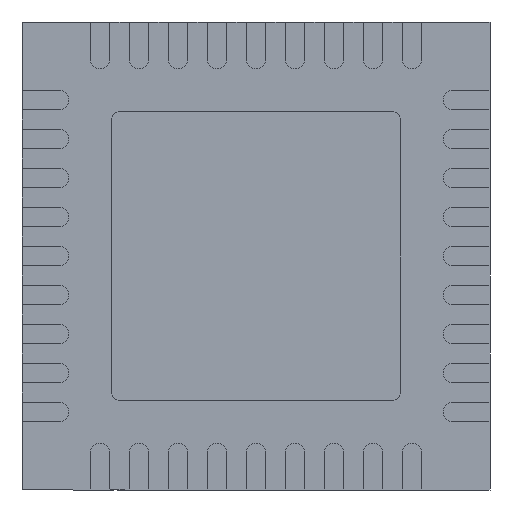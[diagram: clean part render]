
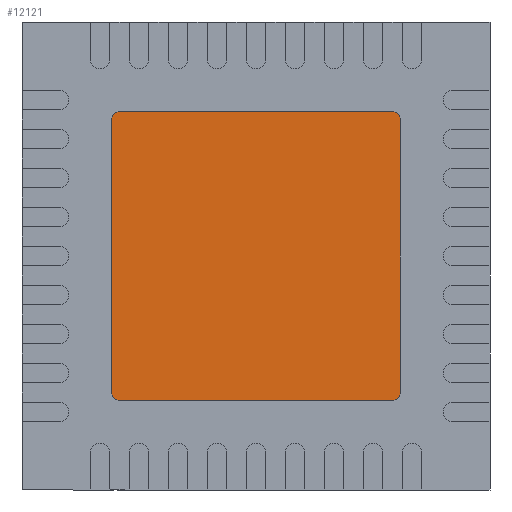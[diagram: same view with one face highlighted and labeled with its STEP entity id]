
A CAD part, front view. The second image highlights one B-rep face of the part: STEP entity #12121.
In plain terms, the highlighted planar face has unit normal (0, -1, 0).
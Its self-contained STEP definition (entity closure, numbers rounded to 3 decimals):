
#1 = CARTESIAN_POINT ( 'NONE',  ( -1.75, 0., -1.75 ) ) ;
#71 = AXIS2_PLACEMENT_3D ( 'NONE', #11519, #9822, #4877 ) ;
#202 = DIRECTION ( 'NONE',  ( -1., 0., 0. ) ) ;
#266 = LINE ( 'NONE', #5855, #686 ) ;
#317 = DIRECTION ( 'NONE',  ( 0., 0., -1. ) ) ;
#362 = AXIS2_PLACEMENT_3D ( 'NONE', #1, #7068, #317 ) ;
#543 = CARTESIAN_POINT ( 'NONE',  ( 0., 0., 0. ) ) ;
#589 = CARTESIAN_POINT ( 'NONE',  ( 1.75, 0., 1.75 ) ) ;
#613 = ORIENTED_EDGE ( 'NONE', *, *, #9907, .T. ) ;
#650 = EDGE_CURVE ( 'NONE', #4573, #6213, #9172, .T. ) ;
#679 = VERTEX_POINT ( 'NONE', #7246 ) ;
#686 = VECTOR ( 'NONE', #202, 1000. ) ;
#890 = AXIS2_PLACEMENT_3D ( 'NONE', #543, #4373, #2676 ) ;
#1017 = VERTEX_POINT ( 'NONE', #3185 ) ;
#1336 = EDGE_CURVE ( 'NONE', #6213, #6482, #1479, .T. ) ;
#1474 = CARTESIAN_POINT ( 'NONE',  ( -1.85, 0., 1.75 ) ) ;
#1479 = CIRCLE ( 'NONE', #71, 0.1 ) ;
#1657 = VERTEX_POINT ( 'NONE', #11323 ) ;
#1711 = DIRECTION ( 'NONE',  ( 0., 0., -1. ) ) ;
#1787 = ORIENTED_EDGE ( 'NONE', *, *, #11472, .T. ) ;
#1822 = DIRECTION ( 'NONE',  ( 0., -1., 0. ) ) ;
#2087 = LINE ( 'NONE', #5742, #8655 ) ;
#2205 = AXIS2_PLACEMENT_3D ( 'NONE', #7374, #1822, #10247 ) ;
#2493 = CARTESIAN_POINT ( 'NONE',  ( -1.75, 0., -1.85 ) ) ;
#2629 = EDGE_CURVE ( 'NONE', #11318, #7309, #7257, .T. ) ;
#2676 = DIRECTION ( 'NONE',  ( 0., 0., -1. ) ) ;
#3075 = ORIENTED_EDGE ( 'NONE', *, *, #6342, .T. ) ;
#3093 = EDGE_CURVE ( 'NONE', #6482, #1657, #8595, .T. ) ;
#3185 = CARTESIAN_POINT ( 'NONE',  ( -1.85, 0., -1.75 ) ) ;
#3390 = DIRECTION ( 'NONE',  ( 1., 0., 0. ) ) ;
#4352 = CARTESIAN_POINT ( 'NONE',  ( -1.75, 0., 1.85 ) ) ;
#4373 = DIRECTION ( 'NONE',  ( 0., -1., 0. ) ) ;
#4549 = ORIENTED_EDGE ( 'NONE', *, *, #3093, .T. ) ;
#4573 = VERTEX_POINT ( 'NONE', #2493 ) ;
#4723 = VECTOR ( 'NONE', #3390, 1000. ) ;
#4877 = DIRECTION ( 'NONE',  ( 0., 0., -1. ) ) ;
#5742 = CARTESIAN_POINT ( 'NONE',  ( -1.85, 0., -1.85 ) ) ;
#5855 = CARTESIAN_POINT ( 'NONE',  ( 1.85, 0., 1.85 ) ) ;
#6213 = VERTEX_POINT ( 'NONE', #8123 ) ;
#6342 = EDGE_CURVE ( 'NONE', #1017, #4573, #11574, .T. ) ;
#6386 = PLANE ( 'NONE',  #890 ) ;
#6411 = CARTESIAN_POINT ( 'NONE',  ( 1.85, 0., -1.75 ) ) ;
#6482 = VERTEX_POINT ( 'NONE', #6411 ) ;
#6541 = ORIENTED_EDGE ( 'NONE', *, *, #650, .T. ) ;
#7068 = DIRECTION ( 'NONE',  ( 0., -1., 0. ) ) ;
#7246 = CARTESIAN_POINT ( 'NONE',  ( 1.75, 0., 1.85 ) ) ;
#7257 = CIRCLE ( 'NONE', #2205, 0.1 ) ;
#7309 = VERTEX_POINT ( 'NONE', #1474 ) ;
#7364 = CARTESIAN_POINT ( 'NONE',  ( 1.85, 0., -1.85 ) ) ;
#7374 = CARTESIAN_POINT ( 'NONE',  ( -1.75, 0., 1.75 ) ) ;
#7655 = DIRECTION ( 'NONE',  ( 0., 0., 1. ) ) ;
#7807 = AXIS2_PLACEMENT_3D ( 'NONE', #589, #12131, #1711 ) ;
#8123 = CARTESIAN_POINT ( 'NONE',  ( 1.75, 0., -1.85 ) ) ;
#8216 = ORIENTED_EDGE ( 'NONE', *, *, #1336, .T. ) ;
#8595 = LINE ( 'NONE', #11412, #11049 ) ;
#8602 = CIRCLE ( 'NONE', #7807, 0.1 ) ;
#8655 = VECTOR ( 'NONE', #8822, 1000. ) ;
#8769 = ORIENTED_EDGE ( 'NONE', *, *, #2629, .T. ) ;
#8822 = DIRECTION ( 'NONE',  ( 0., 0., -1. ) ) ;
#8843 = EDGE_LOOP ( 'NONE', ( #613, #3075, #6541, #8216, #4549, #9781, #1787, #8769 ) ) ;
#8897 = EDGE_CURVE ( 'NONE', #1657, #679, #8602, .T. ) ;
#9150 = FACE_OUTER_BOUND ( 'NONE', #8843, .T. ) ;
#9172 = LINE ( 'NONE', #7364, #4723 ) ;
#9781 = ORIENTED_EDGE ( 'NONE', *, *, #8897, .T. ) ;
#9822 = DIRECTION ( 'NONE',  ( 0., -1., 0. ) ) ;
#9907 = EDGE_CURVE ( 'NONE', #7309, #1017, #2087, .T. ) ;
#10247 = DIRECTION ( 'NONE',  ( 0., 0., -1. ) ) ;
#11049 = VECTOR ( 'NONE', #7655, 1000. ) ;
#11318 = VERTEX_POINT ( 'NONE', #4352 ) ;
#11323 = CARTESIAN_POINT ( 'NONE',  ( 1.85, 0., 1.75 ) ) ;
#11412 = CARTESIAN_POINT ( 'NONE',  ( 1.85, 0., -1.85 ) ) ;
#11472 = EDGE_CURVE ( 'NONE', #679, #11318, #266, .T. ) ;
#11519 = CARTESIAN_POINT ( 'NONE',  ( 1.75, 0., -1.75 ) ) ;
#11574 = CIRCLE ( 'NONE', #362, 0.1 ) ;
#12121 = ADVANCED_FACE ( 'NONE', ( #9150 ), #6386, .T. ) ;
#12131 = DIRECTION ( 'NONE',  ( 0., -1., 0. ) ) ;
